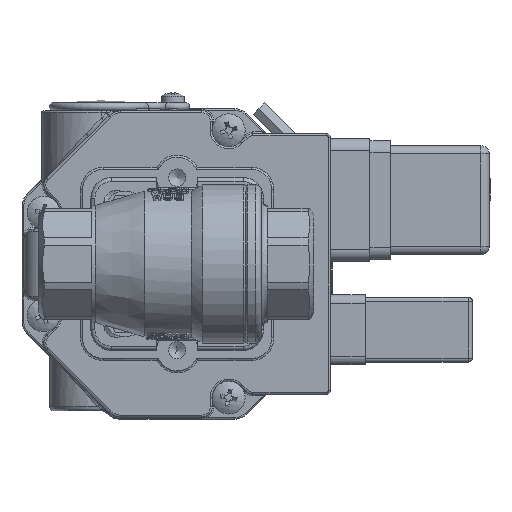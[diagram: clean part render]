
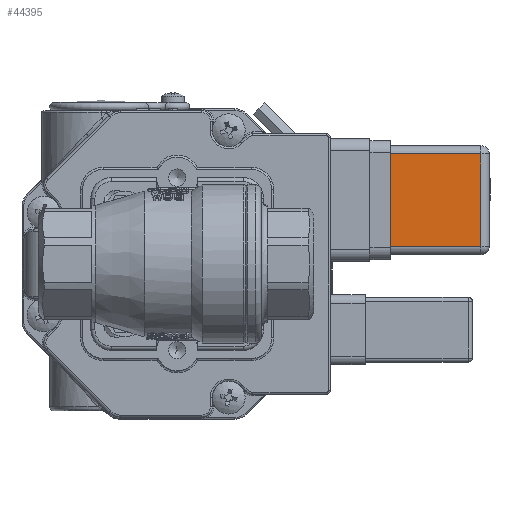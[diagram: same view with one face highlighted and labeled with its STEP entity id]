
A CAD part, front view. The second image highlights one B-rep face of the part: STEP entity #44395.
In plain terms, the highlighted face is planar.
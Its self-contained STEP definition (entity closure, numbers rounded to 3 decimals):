
#1475=PLANE('',#56617);
#4242=LINE('',#127495,#6953);
#4245=LINE('',#127502,#6956);
#4251=LINE('',#127518,#6962);
#4256=LINE('',#127532,#6967);
#6953=VECTOR('',#68763,1000.);
#6956=VECTOR('',#68770,1000.);
#6962=VECTOR('',#68790,1000.);
#6967=VECTOR('',#68807,1000.);
#22933=ORIENTED_EDGE('',*,*,#29918,.T.);
#22934=ORIENTED_EDGE('',*,*,#29914,.T.);
#22935=ORIENTED_EDGE('',*,*,#29934,.T.);
#22936=ORIENTED_EDGE('',*,*,#29927,.T.);
#29914=EDGE_CURVE('',#34310,#34314,#4242,.T.);
#29918=EDGE_CURVE('',#34316,#34310,#4245,.T.);
#29927=EDGE_CURVE('',#34321,#34316,#4251,.T.);
#29934=EDGE_CURVE('',#34314,#34321,#4256,.T.);
#34310=VERTEX_POINT('',#127482);
#34314=VERTEX_POINT('',#127493);
#34316=VERTEX_POINT('',#127499);
#34321=VERTEX_POINT('',#127519);
#38350=EDGE_LOOP('',(#22933,#22934,#22935,#22936));
#41541=FACE_BOUND('',#38350,.T.);
#44395=ADVANCED_FACE('',(#41541),#1475,.F.);
#56617=AXIS2_PLACEMENT_3D('',#127531,#68805,#68806);
#68763=DIRECTION('',(0.,0.,-1.));
#68770=DIRECTION('',(1.,0.,0.));
#68790=DIRECTION('',(0.,0.,1.));
#68805=DIRECTION('',(0.,-1.,0.));
#68806=DIRECTION('',(0.,0.,-1.));
#68807=DIRECTION('',(-1.,0.,0.));
#127482=CARTESIAN_POINT('',(11.25,13.25,36.6));
#127493=CARTESIAN_POINT('',(11.25,13.25,14.6));
#127495=CARTESIAN_POINT('',(11.25,13.25,38.6));
#127499=CARTESIAN_POINT('',(-11.25,13.25,36.6));
#127502=CARTESIAN_POINT('',(-13.25,13.25,36.6));
#127518=CARTESIAN_POINT('',(-11.25,13.25,38.6));
#127519=CARTESIAN_POINT('',(-11.25,13.25,14.6));
#127531=CARTESIAN_POINT('',(-13.25,13.25,38.6));
#127532=CARTESIAN_POINT('',(-13.25,13.25,14.6));
